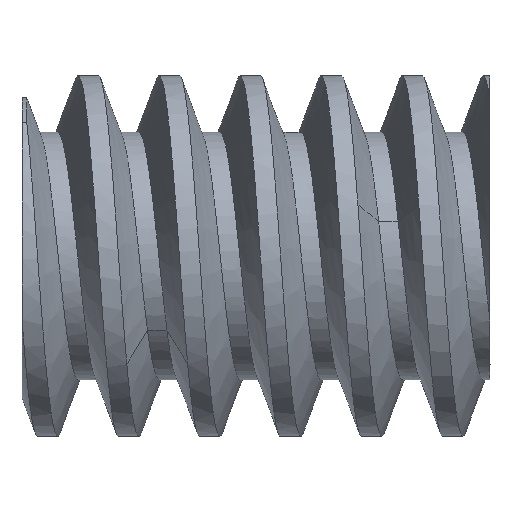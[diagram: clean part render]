
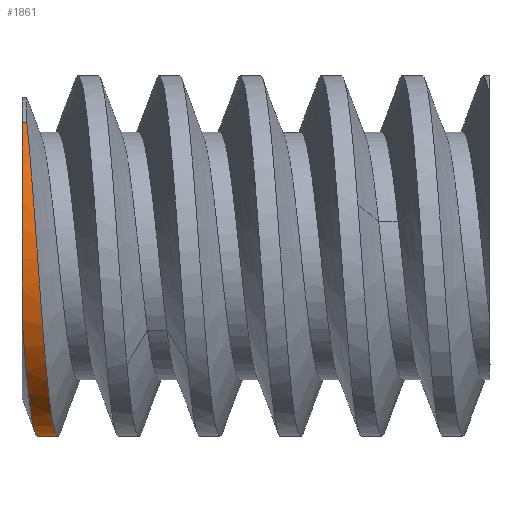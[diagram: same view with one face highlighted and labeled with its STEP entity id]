
A CAD part, left-side view. The second image highlights one B-rep face of the part: STEP entity #1861.
In plain terms, the highlighted cylindrical face has radius 7.291 mm (diameter 14.582 mm), a partial arc.
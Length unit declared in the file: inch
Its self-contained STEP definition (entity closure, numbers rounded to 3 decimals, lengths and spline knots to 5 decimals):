
#172=FACE_OUTER_BOUND('',#266,.T.);
#266=EDGE_LOOP('',(#1737,#1738,#1739,#1740,#1741));
#269=CIRCLE('',#1893,0.28706);
#350=B_SPLINE_CURVE_WITH_KNOTS('',3,(#4089,#4090,#4091,#4092,#4093,#4094,
#4095,#4096,#4097,#4098,#4099,#4100,#4101,#4102),.UNSPECIFIED.,.F.,.F.,
(4,2,2,2,2,2,4),(0.00001,0.11086,0.22156,
0.44263,0.55306,0.71925,0.8855),
 .UNSPECIFIED.);
#356=B_SPLINE_CURVE_WITH_KNOTS('',3,(#5087,#5088,#5089,#5090,#5091,#5092,
#5093,#5094,#5095,#5096,#5097,#5098,#5099,#5100,#5101,#5102,#5103,#5104),
 .UNSPECIFIED.,.F.,.F.,(4,2,2,2,2,2,2,2,4),(0.,0.15672,
0.31266,0.59518,0.88071,1.02254,
1.30825,1.53231,1.76142),.UNSPECIFIED.);
#363=LINE('',#3031,#548);
#531=LINE('',#4229,#716);
#548=VECTOR('',#2032,0.28706);
#716=VECTOR('',#2382,0.00757);
#752=VERTEX_POINT('',#3029);
#753=VERTEX_POINT('',#3030);
#763=VERTEX_POINT('',#3163);
#767=VERTEX_POINT('',#3195);
#911=VERTEX_POINT('',#4161);
#942=EDGE_CURVE('',#752,#753,#363,.T.);
#959=EDGE_CURVE('',#763,#767,#269,.T.);
#1156=EDGE_CURVE('',#767,#752,#350,.T.);
#1170=EDGE_CURVE('',#911,#763,#531,.T.);
#1188=EDGE_CURVE('',#753,#911,#356,.T.);
#1737=ORIENTED_EDGE('',*,*,#942,.T.);
#1738=ORIENTED_EDGE('',*,*,#1188,.T.);
#1739=ORIENTED_EDGE('',*,*,#1170,.T.);
#1740=ORIENTED_EDGE('',*,*,#959,.T.);
#1741=ORIENTED_EDGE('',*,*,#1156,.T.);
#1769=CYLINDRICAL_SURFACE('',#2010,0.28706);
#1861=ADVANCED_FACE('',(#172),#1769,.T.);
#1893=AXIS2_PLACEMENT_3D('',#3222,#2048,#2049);
#2010=AXIS2_PLACEMENT_3D('',#5389,#2454,#2455);
#2032=DIRECTION('',(0.,-1.,0.));
#2048=DIRECTION('center_axis',(0.,-1.,0.));
#2049=DIRECTION('ref_axis',(0.,0.,1.));
#2382=DIRECTION('',(0.,1.,0.));
#2454=DIRECTION('center_axis',(0.,1.,0.));
#2455=DIRECTION('ref_axis',(0.,0.,1.));
#3029=CARTESIAN_POINT('',(0.,0.71927,-0.28706));
#3030=CARTESIAN_POINT('',(0.,0.68723,-0.28706));
#3031=CARTESIAN_POINT('',(0.,0.,-0.28706));
#3163=CARTESIAN_POINT('',(-0.19299,0.74409,0.21249));
#3195=CARTESIAN_POINT('',(-0.26858,0.74409,-0.10131));
#3222=CARTESIAN_POINT('Origin',(0.,0.74409,0.));
#4089=CARTESIAN_POINT('Ctrl Pts',(-0.26858,0.74409,
-0.10131));
#4090=CARTESIAN_POINT('Ctrl Pts',(-0.26346,0.74305,
-0.11489));
#4091=CARTESIAN_POINT('Ctrl Pts',(-0.25732,0.74202,
-0.12806));
#4092=CARTESIAN_POINT('Ctrl Pts',(-0.2431,0.73995,
-0.15333));
#4093=CARTESIAN_POINT('Ctrl Pts',(-0.23505,0.73891,-0.16541));
#4094=CARTESIAN_POINT('Ctrl Pts',(-0.2083,0.7358,
-0.19962));
#4095=CARTESIAN_POINT('Ctrl Pts',(-0.18713,0.73376,
-0.21959));
#4096=CARTESIAN_POINT('Ctrl Pts',(-0.15145,0.73066,
-0.24428));
#4097=CARTESIAN_POINT('Ctrl Pts',(-0.13896,0.72962,
-0.2516));
#4098=CARTESIAN_POINT('Ctrl Pts',(-0.10642,0.72703,
-0.26748));
#4099=CARTESIAN_POINT('Ctrl Pts',(-0.08585,0.72549,
-0.27478));
#4100=CARTESIAN_POINT('Ctrl Pts',(-0.04345,0.72239,
-0.28458));
#4101=CARTESIAN_POINT('Ctrl Pts',(-0.02176,0.72083,
-0.28706));
#4102=CARTESIAN_POINT('Ctrl Pts',(0.,0.71927,
-0.28706));
#4161=CARTESIAN_POINT('',(-0.19299,0.73652,0.21249));
#4229=CARTESIAN_POINT('',(-0.19299,0.73652,0.21249));
#5087=CARTESIAN_POINT('Ctrl Pts',(0.,0.68723,
-0.28706));
#5088=CARTESIAN_POINT('Ctrl Pts',(-0.02051,0.68871,
-0.28706));
#5089=CARTESIAN_POINT('Ctrl Pts',(-0.04097,0.69019,
-0.28486));
#5090=CARTESIAN_POINT('Ctrl Pts',(-0.08096,0.69311,
-0.27616));
#5091=CARTESIAN_POINT('Ctrl Pts',(-0.10039,0.69455,
-0.2697));
#5092=CARTESIAN_POINT('Ctrl Pts',(-0.15262,0.69861,
-0.24592));
#5093=CARTESIAN_POINT('Ctrl Pts',(-0.183,0.70128,
-0.22423));
#5094=CARTESIAN_POINT('Ctrl Pts',(-0.23413,0.7066,
-0.17024));
#5095=CARTESIAN_POINT('Ctrl Pts',(-0.25428,0.70918,
-0.13834));
#5096=CARTESIAN_POINT('Ctrl Pts',(-0.27445,0.71321,
-0.08616));
#5097=CARTESIAN_POINT('Ctrl Pts',(-0.27944,0.71455,
-0.06823));
#5098=CARTESIAN_POINT('Ctrl Pts',(-0.28918,0.71857,
-0.01312));
#5099=CARTESIAN_POINT('Ctrl Pts',(-0.28843,0.72115,
0.02462));
#5100=CARTESIAN_POINT('Ctrl Pts',(-0.27421,0.72594,
0.08982));
#5101=CARTESIAN_POINT('Ctrl Pts',(-0.26361,0.72806,
0.11735));
#5102=CARTESIAN_POINT('Ctrl Pts',(-0.2341,0.73228,
0.16881));
#5103=CARTESIAN_POINT('Ctrl Pts',(-0.2152,0.73437,
0.19233));
#5104=CARTESIAN_POINT('Ctrl Pts',(-0.19299,0.73652,
0.21249));
#5389=CARTESIAN_POINT('Origin',(0.,0.,0.));
